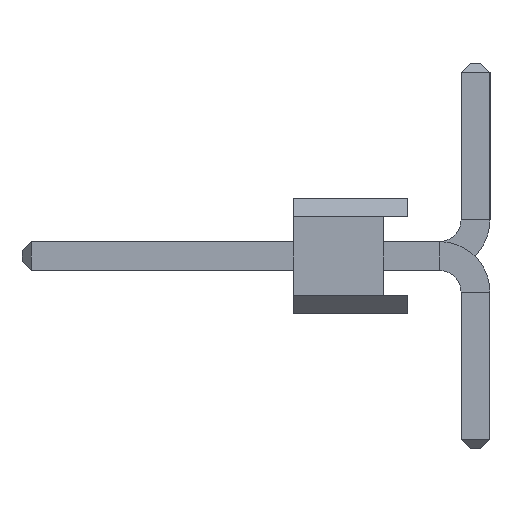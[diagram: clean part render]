
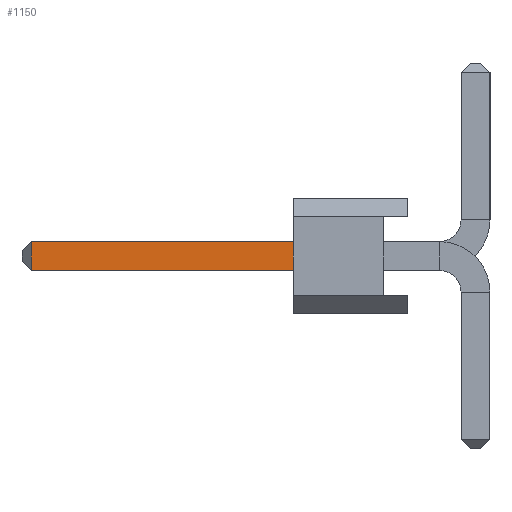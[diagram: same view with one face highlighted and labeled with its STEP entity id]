
A CAD part, left-side view. The second image highlights one B-rep face of the part: STEP entity #1150.
In plain terms, the highlighted planar face has unit normal (-1, 0, 0).
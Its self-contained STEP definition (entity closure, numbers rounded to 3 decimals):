
#4 = CARTESIAN_POINT ( 'NONE',  ( -0.32, 2.54, 0. ) ) ;
#22 = ORIENTED_EDGE ( 'NONE', *, *, #1069, .T. ) ;
#64 = DIRECTION ( 'NONE',  ( -1., 0., 0. ) ) ;
#104 = VECTOR ( 'NONE', #786, 1000. ) ;
#108 = CARTESIAN_POINT ( 'NONE',  ( -0.32, 2.54, 0.32 ) ) ;
#177 = CARTESIAN_POINT ( 'NONE',  ( -0.32, 8.34, -0.32 ) ) ;
#200 = PLANE ( 'NONE',  #1183 ) ;
#224 = CARTESIAN_POINT ( 'NONE',  ( -0.32, -0.7, -0.32 ) ) ;
#353 = EDGE_CURVE ( 'NONE', #1299, #1761, #1624, .T. ) ;
#420 = CARTESIAN_POINT ( 'NONE',  ( -0.32, -0.7, -0.32 ) ) ;
#465 = CARTESIAN_POINT ( 'NONE',  ( -0.32, -0.7, 0.32 ) ) ;
#543 = VERTEX_POINT ( 'NONE', #1270 ) ;
#560 = LINE ( 'NONE', #4, #713 ) ;
#565 = ORIENTED_EDGE ( 'NONE', *, *, #1014, .T. ) ;
#713 = VECTOR ( 'NONE', #1093, 1000. ) ;
#786 = DIRECTION ( 'NONE',  ( 0., 0., -1. ) ) ;
#960 = ORIENTED_EDGE ( 'NONE', *, *, #353, .F. ) ;
#977 = DIRECTION ( 'NONE',  ( 0., 0., 1. ) ) ;
#1014 = EDGE_CURVE ( 'NONE', #543, #1761, #1570, .T. ) ;
#1029 = CARTESIAN_POINT ( 'NONE',  ( -0.32, 2.54, -0.32 ) ) ;
#1059 = CARTESIAN_POINT ( 'NONE',  ( -0.32, 8.34, -0.32 ) ) ;
#1069 = EDGE_CURVE ( 'NONE', #1559, #543, #1542, .T. ) ;
#1093 = DIRECTION ( 'NONE',  ( 0., 0., -1. ) ) ;
#1150 = ADVANCED_FACE ( 'NONE', ( #1849 ), #200, .T. ) ;
#1183 = AXIS2_PLACEMENT_3D ( 'NONE', #224, #64, #977 ) ;
#1270 = CARTESIAN_POINT ( 'NONE',  ( -0.32, 8.34, 0.32 ) ) ;
#1299 = VERTEX_POINT ( 'NONE', #1029 ) ;
#1417 = VECTOR ( 'NONE', #1738, 1000. ) ;
#1542 = LINE ( 'NONE', #465, #1417 ) ;
#1553 = VECTOR ( 'NONE', #1807, 1000. ) ;
#1559 = VERTEX_POINT ( 'NONE', #108 ) ;
#1570 = LINE ( 'NONE', #177, #104 ) ;
#1624 = LINE ( 'NONE', #420, #1553 ) ;
#1738 = DIRECTION ( 'NONE',  ( 0., 1., 0. ) ) ;
#1759 = ORIENTED_EDGE ( 'NONE', *, *, #1909, .F. ) ;
#1761 = VERTEX_POINT ( 'NONE', #1059 ) ;
#1807 = DIRECTION ( 'NONE',  ( 0., 1., 0. ) ) ;
#1849 = FACE_OUTER_BOUND ( 'NONE', #1921, .T. ) ;
#1909 = EDGE_CURVE ( 'NONE', #1559, #1299, #560, .T. ) ;
#1921 = EDGE_LOOP ( 'NONE', ( #22, #565, #960, #1759 ) ) ;
